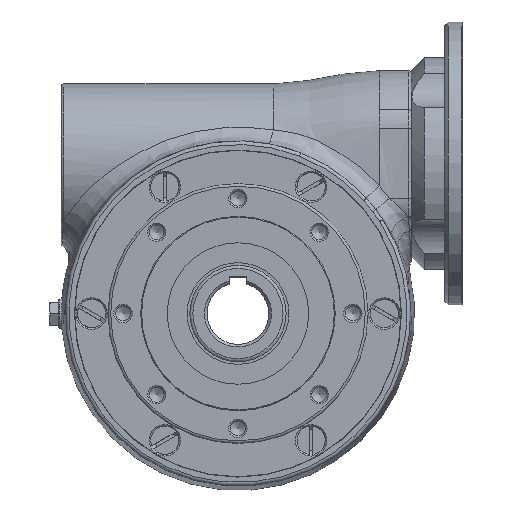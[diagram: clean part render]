
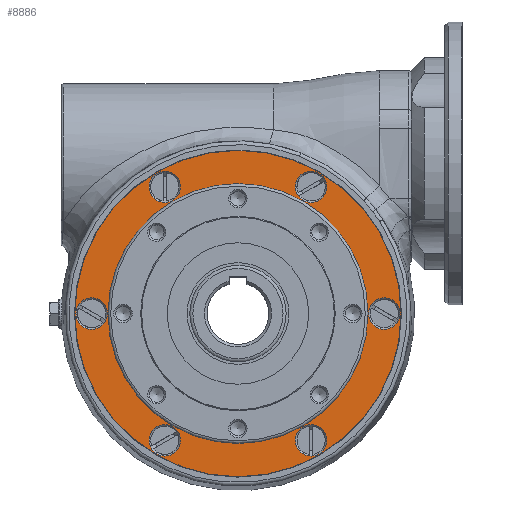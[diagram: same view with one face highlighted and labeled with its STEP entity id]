
A CAD part, top view. The second image highlights one B-rep face of the part: STEP entity #8886.
In plain terms, the highlighted planar face has unit normal (0, 0, 1).
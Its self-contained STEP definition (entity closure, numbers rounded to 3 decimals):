
#906=PLANE('',#9516);
#1807=ORIENTED_EDGE('',*,*,#2556,.T.);
#1808=ORIENTED_EDGE('',*,*,#2565,.T.);
#1809=ORIENTED_EDGE('',*,*,#2568,.T.);
#1810=ORIENTED_EDGE('',*,*,#2569,.T.);
#1811=ORIENTED_EDGE('',*,*,#2571,.T.);
#1812=ORIENTED_EDGE('',*,*,#2541,.T.);
#1813=ORIENTED_EDGE('',*,*,#2538,.T.);
#1814=ORIENTED_EDGE('',*,*,#2943,.F.);
#2538=EDGE_CURVE('',#3295,#3295,#3876,.F.);
#2541=EDGE_CURVE('',#3298,#3298,#3879,.F.);
#2556=EDGE_CURVE('',#3313,#3313,#3894,.T.);
#2565=EDGE_CURVE('',#3322,#3322,#3899,.F.);
#2568=EDGE_CURVE('',#3325,#3325,#3902,.F.);
#2569=EDGE_CURVE('',#3326,#3326,#3903,.F.);
#2571=EDGE_CURVE('',#3328,#3328,#3905,.F.);
#2943=EDGE_CURVE('',#3600,#3600,#4081,.T.);
#3295=VERTEX_POINT('',#11711);
#3298=VERTEX_POINT('',#11719);
#3313=VERTEX_POINT('',#11758);
#3322=VERTEX_POINT('',#11790);
#3325=VERTEX_POINT('',#11798);
#3326=VERTEX_POINT('',#11801);
#3328=VERTEX_POINT('',#11806);
#3600=VERTEX_POINT('',#17042);
#3876=CIRCLE('',#9128,8.9);
#3879=CIRCLE('',#9133,8.9);
#3894=CIRCLE('',#9157,92.3);
#3899=CIRCLE('',#9164,8.9);
#3902=CIRCLE('',#9169,8.9);
#3903=CIRCLE('',#9171,8.9);
#3905=CIRCLE('',#9174,8.9);
#4081=CIRCLE('',#9515,73.5);
#4562=EDGE_LOOP('',(#1807));
#4563=EDGE_LOOP('',(#1808));
#4564=EDGE_LOOP('',(#1809));
#4565=EDGE_LOOP('',(#1810));
#4566=EDGE_LOOP('',(#1811));
#4567=EDGE_LOOP('',(#1812));
#4568=EDGE_LOOP('',(#1813));
#4569=EDGE_LOOP('',(#1814));
#5261=FACE_BOUND('',#4562,.T.);
#5262=FACE_BOUND('',#4563,.T.);
#5263=FACE_BOUND('',#4564,.T.);
#5264=FACE_BOUND('',#4565,.T.);
#5265=FACE_BOUND('',#4566,.T.);
#5266=FACE_BOUND('',#4567,.T.);
#5267=FACE_BOUND('',#4568,.T.);
#5268=FACE_BOUND('',#4569,.T.);
#8886=ADVANCED_FACE('',(#5261,#5262,#5263,#5264,#5265,#5266,#5267,#5268),
#906,.T.);
#9128=AXIS2_PLACEMENT_3D('',#11710,#9913,#9914);
#9133=AXIS2_PLACEMENT_3D('',#11718,#9923,#9924);
#9157=AXIS2_PLACEMENT_3D('',#11757,#9971,#9972);
#9164=AXIS2_PLACEMENT_3D('',#11789,#9985,#9986);
#9169=AXIS2_PLACEMENT_3D('',#11797,#9995,#9996);
#9171=AXIS2_PLACEMENT_3D('',#11800,#9999,#10000);
#9174=AXIS2_PLACEMENT_3D('',#11805,#10005,#10006);
#9515=AXIS2_PLACEMENT_3D('',#17041,#10758,#10759);
#9516=AXIS2_PLACEMENT_3D('',#17043,#10760,#10761);
#9913=DIRECTION('',(0.,0.,1.));
#9914=DIRECTION('',(0.,1.,0.));
#9923=DIRECTION('',(0.,0.,1.));
#9924=DIRECTION('',(0.,1.,0.));
#9971=DIRECTION('',(0.,0.,1.));
#9972=DIRECTION('',(0.,1.,0.));
#9985=DIRECTION('',(0.,0.,1.));
#9986=DIRECTION('',(0.,1.,0.));
#9995=DIRECTION('',(0.,0.,1.));
#9996=DIRECTION('',(0.,1.,0.));
#9999=DIRECTION('',(0.,0.,1.));
#10000=DIRECTION('',(0.,1.,0.));
#10005=DIRECTION('',(0.,0.,1.));
#10006=DIRECTION('',(0.,1.,0.));
#10758=DIRECTION('',(0.,0.,1.));
#10759=DIRECTION('',(0.,1.,0.));
#10760=DIRECTION('',(0.,0.,1.));
#10761=DIRECTION('',(-1.,0.,0.));
#11710=CARTESIAN_POINT('',(-41.375,71.664,57.));
#11711=CARTESIAN_POINT('',(-41.375,80.564,57.));
#11718=CARTESIAN_POINT('',(-82.75,0.,57.));
#11719=CARTESIAN_POINT('',(-82.75,8.9,57.));
#11757=CARTESIAN_POINT('',(0.,0.,57.));
#11758=CARTESIAN_POINT('',(0.,92.3,57.));
#11789=CARTESIAN_POINT('',(41.375,71.664,57.));
#11790=CARTESIAN_POINT('',(41.375,80.564,57.));
#11797=CARTESIAN_POINT('',(82.75,0.,57.));
#11798=CARTESIAN_POINT('',(82.75,8.9,57.));
#11800=CARTESIAN_POINT('',(41.375,-71.664,57.));
#11801=CARTESIAN_POINT('',(41.375,-62.764,57.));
#11805=CARTESIAN_POINT('',(-41.375,-71.664,57.));
#11806=CARTESIAN_POINT('',(-41.375,-62.764,57.));
#17041=CARTESIAN_POINT('',(0.,0.,57.));
#17042=CARTESIAN_POINT('',(0.,73.5,57.));
#17043=CARTESIAN_POINT('',(-73.5,0.,57.));
